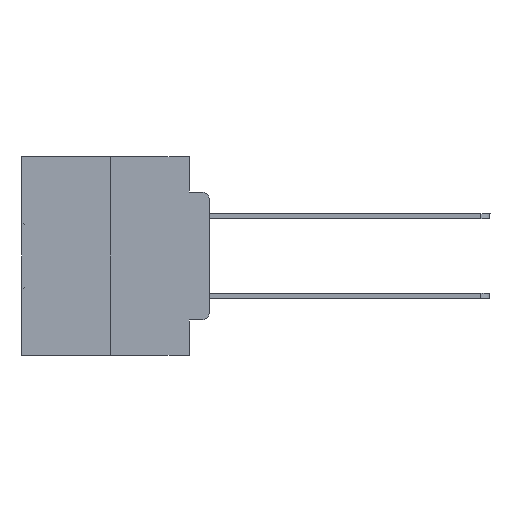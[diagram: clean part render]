
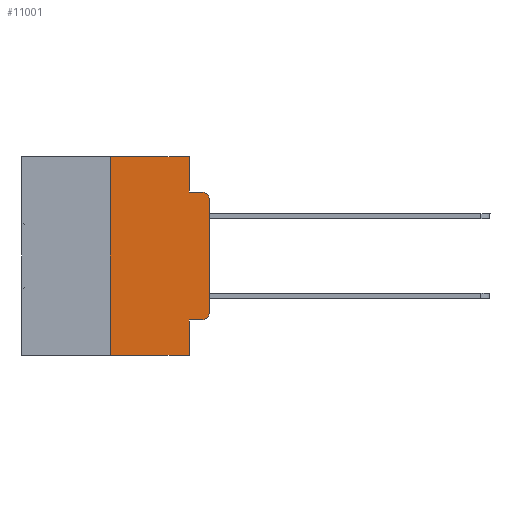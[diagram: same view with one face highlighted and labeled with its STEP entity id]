
A CAD part, left-side view. The second image highlights one B-rep face of the part: STEP entity #11001.
In plain terms, the highlighted planar face has unit normal (-1, 0, 0).
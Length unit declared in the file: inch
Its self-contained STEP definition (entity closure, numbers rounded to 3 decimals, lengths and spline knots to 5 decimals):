
#682 = CARTESIAN_POINT ( 'NONE',  ( 0., 0.473, 0. ) ) ;
#824 = VERTEX_POINT ( 'NONE', #30808 ) ;
#1187 = AXIS2_PLACEMENT_3D ( 'NONE', #9843, #5020, #29211 ) ;
#1462 = EDGE_CURVE ( 'NONE', #26023, #20524, #33491, .T. ) ;
#1514 = VERTEX_POINT ( 'NONE', #16661 ) ;
#1650 = LINE ( 'NONE', #17629, #27108 ) ;
#2035 = CARTESIAN_POINT ( 'NONE',  ( 0., 0., -0.3915 ) ) ;
#2664 = EDGE_CURVE ( 'NONE', #824, #24138, #4178, .T. ) ;
#3046 = DIRECTION ( 'NONE',  ( 0., 0., -1. ) ) ;
#4178 = LINE ( 'NONE', #14688, #7866 ) ;
#4588 = VECTOR ( 'NONE', #19926, 39.37008 ) ;
#4666 = ORIENTED_EDGE ( 'NONE', *, *, #19878, .T. ) ;
#4905 = CARTESIAN_POINT ( 'NONE',  ( 0., 0.25, 0. ) ) ;
#4918 = CARTESIAN_POINT ( 'NONE',  ( 0., 0.051, 0. ) ) ;
#5020 = DIRECTION ( 'NONE',  ( -1., 0., 0. ) ) ;
#5945 = VERTEX_POINT ( 'NONE', #31414 ) ;
#6731 = AXIS2_PLACEMENT_3D ( 'NONE', #7566, #14959, #33641 ) ;
#7309 = EDGE_LOOP ( 'NONE', ( #19053, #4666, #31553, #20464, #30699, #32594, #33808, #14790, #27800, #20802 ) ) ;
#7566 = CARTESIAN_POINT ( 'NONE',  ( 0., 0.473, 0. ) ) ;
#7866 = VECTOR ( 'NONE', #25142, 39.37008 ) ;
#8887 = CIRCLE ( 'NONE', #1187, 0.02 ) ;
#9204 = VERTEX_POINT ( 'NONE', #27991 ) ;
#9843 = CARTESIAN_POINT ( 'NONE',  ( 0., 0.02, -0.3915 ) ) ;
#11001 = ADVANCED_FACE ( 'NONE', ( #31083 ), #12365, .F. ) ;
#11013 = LINE ( 'NONE', #682, #19389 ) ;
#11257 = LINE ( 'NONE', #13650, #24793 ) ;
#12297 = AXIS2_PLACEMENT_3D ( 'NONE', #26570, #32404, #3046 ) ;
#12365 = PLANE ( 'NONE',  #6731 ) ;
#13650 = CARTESIAN_POINT ( 'NONE',  ( 0., 0.473, -0.5 ) ) ;
#13817 = DIRECTION ( 'NONE',  ( 0., -1., 0. ) ) ;
#14688 = CARTESIAN_POINT ( 'NONE',  ( 0., 0.051, -0.4115 ) ) ;
#14790 = ORIENTED_EDGE ( 'NONE', *, *, #28609, .F. ) ;
#14928 = CARTESIAN_POINT ( 'NONE',  ( 0., 0.051, 0. ) ) ;
#14959 = DIRECTION ( 'NONE',  ( 1., 0., 0. ) ) ;
#15476 = EDGE_CURVE ( 'NONE', #24138, #25182, #8887, .T. ) ;
#15902 = DIRECTION ( 'NONE',  ( 0., 0., 1. ) ) ;
#16661 = CARTESIAN_POINT ( 'NONE',  ( 0., 0.051, 0. ) ) ;
#17175 = EDGE_CURVE ( 'NONE', #5945, #27920, #11257, .T. ) ;
#17256 = CARTESIAN_POINT ( 'NONE',  ( 0., 0.02, -0.0885 ) ) ;
#17292 = LINE ( 'NONE', #4918, #21191 ) ;
#17629 = CARTESIAN_POINT ( 'NONE',  ( 0., 0., 0. ) ) ;
#18030 = EDGE_CURVE ( 'NONE', #27975, #1514, #11013, .T. ) ;
#18412 = DIRECTION ( 'NONE',  ( 0., -1., 0. ) ) ;
#19053 = ORIENTED_EDGE ( 'NONE', *, *, #25853, .T. ) ;
#19389 = VECTOR ( 'NONE', #26947, 39.37008 ) ;
#19878 = EDGE_CURVE ( 'NONE', #9204, #20524, #28765, .T. ) ;
#19926 = DIRECTION ( 'NONE',  ( 0., 0., -1. ) ) ;
#20391 = DIRECTION ( 'NONE',  ( 0., 0., -1. ) ) ;
#20464 = ORIENTED_EDGE ( 'NONE', *, *, #25042, .F. ) ;
#20517 = CARTESIAN_POINT ( 'NONE',  ( 0., 0.051, -0.5 ) ) ;
#20524 = VERTEX_POINT ( 'NONE', #17256 ) ;
#20735 = VECTOR ( 'NONE', #18412, 39.37008 ) ;
#20802 = ORIENTED_EDGE ( 'NONE', *, *, #15476, .T. ) ;
#21191 = VECTOR ( 'NONE', #20391, 39.37008 ) ;
#22437 = EDGE_CURVE ( 'NONE', #5945, #27975, #28430, .T. ) ;
#24138 = VERTEX_POINT ( 'NONE', #30118 ) ;
#24793 = VECTOR ( 'NONE', #13817, 39.37008 ) ;
#25042 = EDGE_CURVE ( 'NONE', #1514, #26023, #27456, .T. ) ;
#25142 = DIRECTION ( 'NONE',  ( 0., -1., 0. ) ) ;
#25182 = VERTEX_POINT ( 'NONE', #2035 ) ;
#25768 = CARTESIAN_POINT ( 'NONE',  ( 0., 0.051, -0.0885 ) ) ;
#25853 = EDGE_CURVE ( 'NONE', #25182, #9204, #1650, .T. ) ;
#26023 = VERTEX_POINT ( 'NONE', #26351 ) ;
#26351 = CARTESIAN_POINT ( 'NONE',  ( 0., 0.051, -0.0885 ) ) ;
#26570 = CARTESIAN_POINT ( 'NONE',  ( 0., 0.02, -0.1085 ) ) ;
#26947 = DIRECTION ( 'NONE',  ( 0., -1., 0. ) ) ;
#27108 = VECTOR ( 'NONE', #30162, 39.37008 ) ;
#27456 = LINE ( 'NONE', #14928, #4588 ) ;
#27800 = ORIENTED_EDGE ( 'NONE', *, *, #2664, .T. ) ;
#27920 = VERTEX_POINT ( 'NONE', #20517 ) ;
#27975 = VERTEX_POINT ( 'NONE', #31810 ) ;
#27991 = CARTESIAN_POINT ( 'NONE',  ( 0., 0., -0.1085 ) ) ;
#28430 = LINE ( 'NONE', #4905, #28905 ) ;
#28609 = EDGE_CURVE ( 'NONE', #824, #27920, #17292, .T. ) ;
#28765 = CIRCLE ( 'NONE', #12297, 0.02 ) ;
#28905 = VECTOR ( 'NONE', #15902, 39.37008 ) ;
#29211 = DIRECTION ( 'NONE',  ( 0., 0., -1. ) ) ;
#30118 = CARTESIAN_POINT ( 'NONE',  ( 0., 0.02, -0.4115 ) ) ;
#30162 = DIRECTION ( 'NONE',  ( 0., 0., 1. ) ) ;
#30699 = ORIENTED_EDGE ( 'NONE', *, *, #18030, .F. ) ;
#30808 = CARTESIAN_POINT ( 'NONE',  ( 0., 0.051, -0.4115 ) ) ;
#31083 = FACE_OUTER_BOUND ( 'NONE', #7309, .T. ) ;
#31414 = CARTESIAN_POINT ( 'NONE',  ( 0., 0.25, -0.5 ) ) ;
#31553 = ORIENTED_EDGE ( 'NONE', *, *, #1462, .F. ) ;
#31810 = CARTESIAN_POINT ( 'NONE',  ( 0., 0.25, 0. ) ) ;
#32404 = DIRECTION ( 'NONE',  ( -1., 0., 0. ) ) ;
#32594 = ORIENTED_EDGE ( 'NONE', *, *, #22437, .F. ) ;
#33491 = LINE ( 'NONE', #25768, #20735 ) ;
#33641 = DIRECTION ( 'NONE',  ( 0., 0., -1. ) ) ;
#33808 = ORIENTED_EDGE ( 'NONE', *, *, #17175, .T. ) ;
